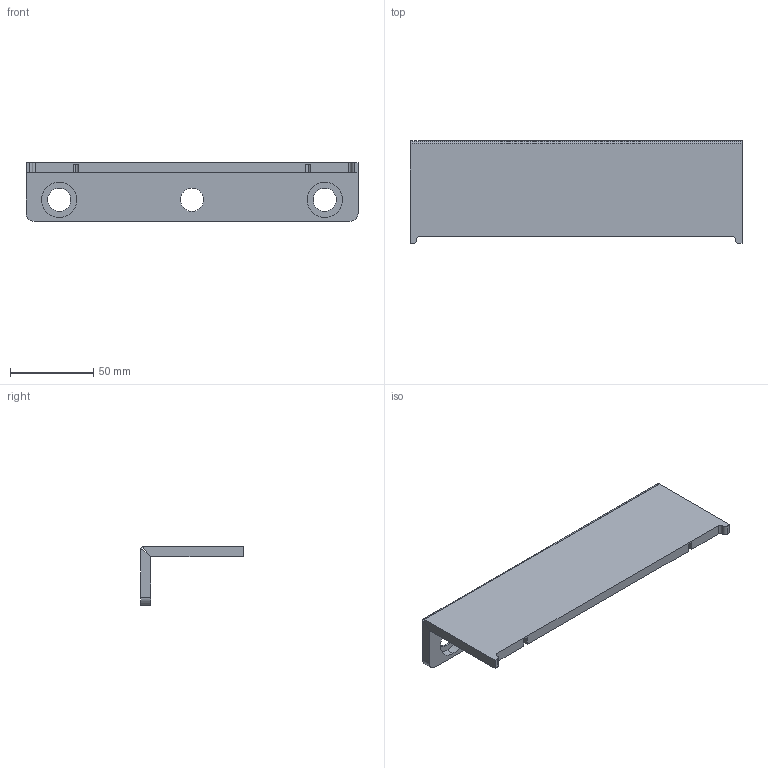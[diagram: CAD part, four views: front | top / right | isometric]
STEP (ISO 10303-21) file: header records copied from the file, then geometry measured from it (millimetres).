
FILE_DESCRIPTION (( 'STEP AP203' ), '1' );
FILE_NAME ('2215-01.STEP', '2014-11-25T08:53:28', ( '' ), ( '' ), 'SwSTEP 2.0', 'SolidWorks 2014', '' );
FILE_SCHEMA (( 'CONFIG_CONTROL_DESIGN' ));
Length unit declared in the file: millimetre
Products named in the file (1): 2215-01
Bounding box: 200 x 62 x 35.5 mm (x, y, z)
Volume: 100491.2 mm3; surface area: 41517.7 mm2
Topology: 1 solids, 1 shells, 61 faces, 171 edges, 114 vertices
Faces by surface type: plane 32, cylinder 29
Entity records: 2076 total; most frequent: DIRECTION 353, CARTESIAN_POINT 347, ORIENTED_EDGE 342, EDGE_CURVE 171, AXIS2_PLACEMENT_3D 120, VERTEX_POINT 114, LINE 113, VECTOR 113
